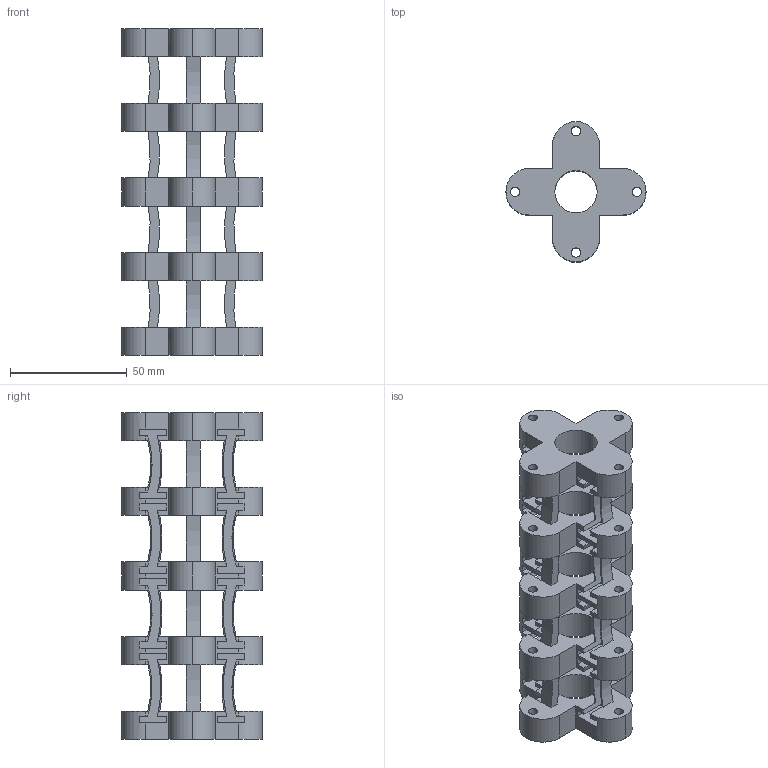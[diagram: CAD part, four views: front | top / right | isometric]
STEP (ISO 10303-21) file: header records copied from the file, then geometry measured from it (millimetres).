
FILE_DESCRIPTION (( 'STEP AP214' ), '1' );
FILE_NAME ('spine_test.STEP', '2015-06-09T03:51:56', ( '' ), ( '' ), 'SwSTEP 2.0', 'SolidWorks 2013', '' );
FILE_SCHEMA (( 'AUTOMOTIVE_DESIGN' ));
Length unit declared in the file: millimetre
Products named in the file (1): spine_test
Bounding box: 60 x 60 x 140 mm (x, y, z)
Volume: 79855.9 mm3; surface area: 52626.2 mm2
Topology: 1 solids, 1 shells, 564 faces, 1734 edges, 1156 vertices
Faces by surface type: plane 378, bspline 96, cylinder 90
Entity records: 21172 total; most frequent: CARTESIAN_POINT 6095, ORIENTED_EDGE 3468, DIRECTION 2644, EDGE_CURVE 1734, VECTOR 1218, LINE 1218, VERTEX_POINT 1156, AXIS2_PLACEMENT_3D 713
